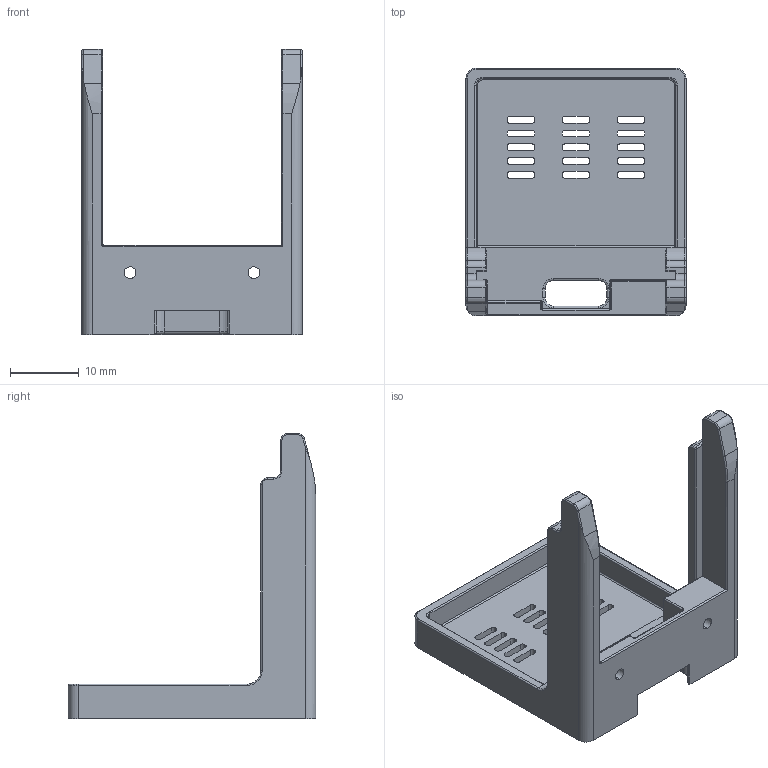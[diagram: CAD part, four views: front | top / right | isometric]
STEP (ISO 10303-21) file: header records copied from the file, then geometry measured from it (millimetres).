
FILE_DESCRIPTION (( 'STEP AP203' ), '1' );
FILE_NAME ('綴褲1.2.STEP', '2021-08-31T12:49:29', ( '' ), ( '' ), 'SwSTEP 2.0', 'SolidWorks 2020', '' );
FILE_SCHEMA (( 'CONFIG_CONTROL_DESIGN' ));
Length unit declared in the file: millimetre
Products named in the file (1): 綴褲1.2
Bounding box: 32 x 36 x 41.42 mm (x, y, z)
Volume: 4818.3 mm3; surface area: 5411.7 mm2
Topology: 1 solids, 1 shells, 430 faces, 1062 edges, 628 vertices
Faces by surface type: cylinder 217, torus 105, plane 103, sphere 5
Entity records: 12810 total; most frequent: DIRECTION 2419, CARTESIAN_POINT 2204, ORIENTED_EDGE 2114, EDGE_CURVE 1057, AXIS2_PLACEMENT_3D 951, VERTEX_POINT 628, CIRCLE 520, VECTOR 517
